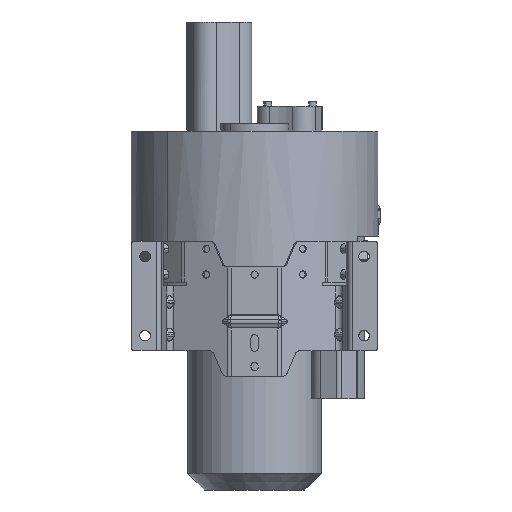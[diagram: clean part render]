
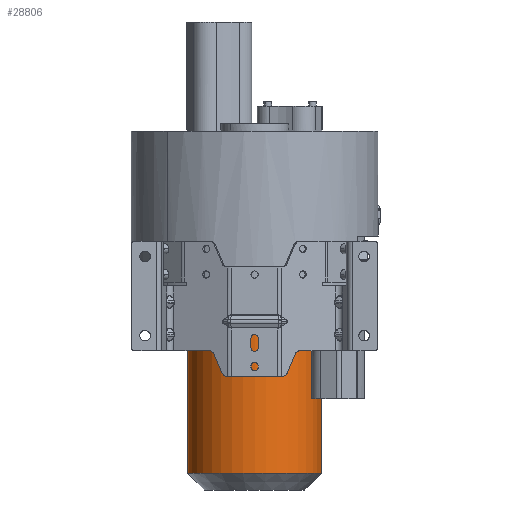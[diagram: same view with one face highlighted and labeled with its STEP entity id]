
A CAD part, front view. The second image highlights one B-rep face of the part: STEP entity #28806.
In plain terms, the highlighted cylindrical face has radius 88.7 mm (diameter 177.4 mm), a partial arc.
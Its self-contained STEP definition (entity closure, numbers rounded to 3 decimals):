
#220 = DIRECTION ( 'NONE',  ( 0., 0., -1. ) ) ;
#256 = CARTESIAN_POINT ( 'NONE',  ( 0., 0., -104. ) ) ;
#3464 = DIRECTION ( 'NONE',  ( 0., 0., -1. ) ) ;
#5208 = CARTESIAN_POINT ( 'NONE',  ( 0., 0., -348.5 ) ) ;
#6155 = ORIENTED_EDGE ( 'NONE', *, *, #30383, .T. ) ;
#6245 = CARTESIAN_POINT ( 'NONE',  ( -88.7, 0., -348.5 ) ) ;
#7473 = LINE ( 'NONE', #33613, #24738 ) ;
#7917 = DIRECTION ( 'NONE',  ( -1., 0., 0. ) ) ;
#8012 = LINE ( 'NONE', #8224, #38461 ) ;
#8224 = CARTESIAN_POINT ( 'NONE',  ( -88.7, 0., -104. ) ) ;
#8225 = ORIENTED_EDGE ( 'NONE', *, *, #39602, .T. ) ;
#8422 = DIRECTION ( 'NONE',  ( 0., 0., 1. ) ) ;
#8428 = VERTEX_POINT ( 'NONE', #6245 ) ;
#11598 = CARTESIAN_POINT ( 'NONE',  ( 88.7, 0., -104. ) ) ;
#13594 = EDGE_CURVE ( 'NONE', #17901, #35260, #7473, .T. ) ;
#14642 = DIRECTION ( 'NONE',  ( 0., 0., -1. ) ) ;
#15888 = CYLINDRICAL_SURFACE ( 'NONE', #40988, 88.7 ) ;
#16924 = DIRECTION ( 'NONE',  ( 0., 0., 1. ) ) ;
#17901 = VERTEX_POINT ( 'NONE', #11598 ) ;
#22120 = DIRECTION ( 'NONE',  ( -1., 0., 0. ) ) ;
#22253 = EDGE_LOOP ( 'NONE', ( #24261, #34641, #8225, #6155 ) ) ;
#24261 = ORIENTED_EDGE ( 'NONE', *, *, #13594, .F. ) ;
#24738 = VECTOR ( 'NONE', #220, 1000. ) ;
#25362 = CIRCLE ( 'NONE', #29439, 88.7 ) ;
#27909 = CARTESIAN_POINT ( 'NONE',  ( -88.7, 0., -104. ) ) ;
#28142 = DIRECTION ( 'NONE',  ( -1., 0., 0. ) ) ;
#28741 = VERTEX_POINT ( 'NONE', #27909 ) ;
#28806 = ADVANCED_FACE ( 'NONE', ( #38607 ), #15888, .T. ) ;
#29439 = AXIS2_PLACEMENT_3D ( 'NONE', #33221, #16924, #7917 ) ;
#30081 = CIRCLE ( 'NONE', #41705, 88.7 ) ;
#30090 = CARTESIAN_POINT ( 'NONE',  ( 88.7, 0., -348.5 ) ) ;
#30383 = EDGE_CURVE ( 'NONE', #8428, #35260, #30081, .T. ) ;
#33015 = EDGE_CURVE ( 'NONE', #28741, #17901, #25362, .T. ) ;
#33221 = CARTESIAN_POINT ( 'NONE',  ( 0., 0., -104. ) ) ;
#33613 = CARTESIAN_POINT ( 'NONE',  ( 88.7, 0., -104. ) ) ;
#34641 = ORIENTED_EDGE ( 'NONE', *, *, #33015, .F. ) ;
#35260 = VERTEX_POINT ( 'NONE', #30090 ) ;
#38461 = VECTOR ( 'NONE', #14642, 1000. ) ;
#38607 = FACE_OUTER_BOUND ( 'NONE', #22253, .T. ) ;
#39602 = EDGE_CURVE ( 'NONE', #28741, #8428, #8012, .T. ) ;
#40988 = AXIS2_PLACEMENT_3D ( 'NONE', #256, #3464, #22120 ) ;
#41705 = AXIS2_PLACEMENT_3D ( 'NONE', #5208, #8422, #28142 ) ;
